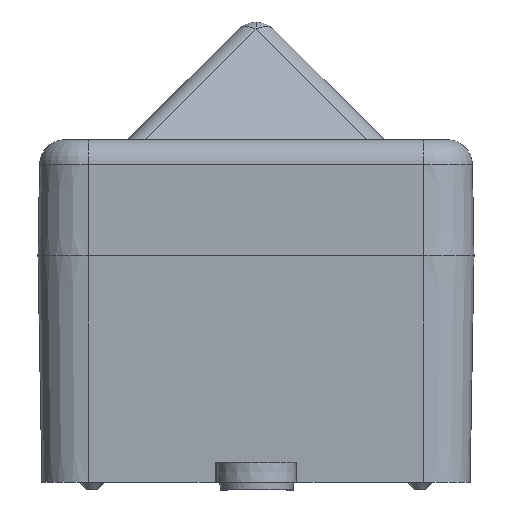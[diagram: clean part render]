
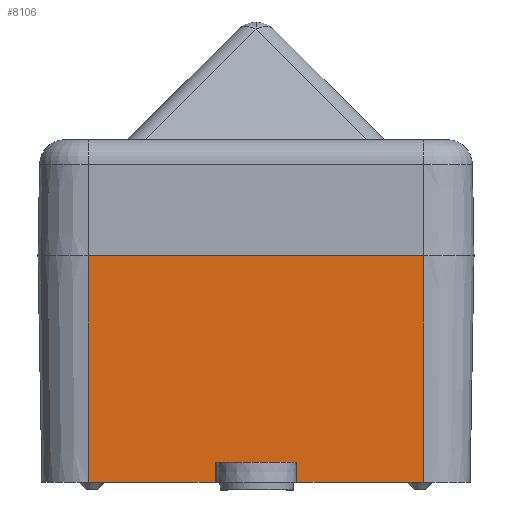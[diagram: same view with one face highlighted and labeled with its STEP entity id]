
A CAD part, front view. The second image highlights one B-rep face of the part: STEP entity #8106.
In plain terms, the highlighted planar face has unit normal (0, -1, -0.018).
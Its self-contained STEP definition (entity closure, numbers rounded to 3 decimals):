
#95 = LINE ( 'NONE', #9043, #4108 ) ;
#369 = VECTOR ( 'NONE', #5748, 1000. ) ;
#477 = LINE ( 'NONE', #3385, #6909 ) ;
#504 = ORIENTED_EDGE ( 'NONE', *, *, #2113, .T. ) ;
#762 = VERTEX_POINT ( 'NONE', #6304 ) ;
#836 = DIRECTION ( 'NONE',  ( 1., 0., 0. ) ) ;
#1187 = CARTESIAN_POINT ( 'NONE',  ( -33.2, -43.2, 0. ) ) ;
#1403 = ORIENTED_EDGE ( 'NONE', *, *, #3730, .T. ) ;
#1427 = VERTEX_POINT ( 'NONE', #9465 ) ;
#1650 = EDGE_CURVE ( 'NONE', #1427, #5273, #9292, .T. ) ;
#1872 = EDGE_CURVE ( 'NONE', #9164, #8040, #95, .T. ) ;
#1900 = CARTESIAN_POINT ( 'NONE',  ( 8.106, -42.416, -44.9 ) ) ;
#2113 = EDGE_CURVE ( 'NONE', #1427, #6440, #477, .T. ) ;
#2194 = DIRECTION ( 'NONE',  ( 0.009, -0.017, 1. ) ) ;
#2311 = ORIENTED_EDGE ( 'NONE', *, *, #8435, .T. ) ;
#2330 = VECTOR ( 'NONE', #6402, 1000. ) ;
#2351 = EDGE_LOOP ( 'NONE', ( #2311, #4168, #6977, #1403, #2959, #4475, #504, #3433 ) ) ;
#2534 = CARTESIAN_POINT ( 'NONE',  ( 33.2, -43.2, 0. ) ) ;
#2609 = EDGE_CURVE ( 'NONE', #6440, #4378, #7911, .T. ) ;
#2959 = ORIENTED_EDGE ( 'NONE', *, *, #4246, .F. ) ;
#3113 = EDGE_CURVE ( 'NONE', #8040, #762, #7303, .T. ) ;
#3291 = DIRECTION ( 'NONE',  ( 0., -0.017, 1. ) ) ;
#3303 = CARTESIAN_POINT ( 'NONE',  ( -8.072, -42.486, -40.9 ) ) ;
#3385 = CARTESIAN_POINT ( 'NONE',  ( -33.2, -42.416, -44.9 ) ) ;
#3430 = LINE ( 'NONE', #5819, #2330 ) ;
#3433 = ORIENTED_EDGE ( 'NONE', *, *, #2609, .T. ) ;
#3484 = CARTESIAN_POINT ( 'NONE',  ( -33.2, -43.2, 0. ) ) ;
#3711 = CARTESIAN_POINT ( 'NONE',  ( 33.2, -43.2, 0. ) ) ;
#3730 = EDGE_CURVE ( 'NONE', #762, #6243, #9119, .T. ) ;
#3849 = LINE ( 'NONE', #7507, #3860 ) ;
#3860 = VECTOR ( 'NONE', #836, 1000. ) ;
#3897 = CARTESIAN_POINT ( 'NONE',  ( 8.072, -42.486, -40.9 ) ) ;
#4108 = VECTOR ( 'NONE', #6024, 1000. ) ;
#4168 = ORIENTED_EDGE ( 'NONE', *, *, #1872, .T. ) ;
#4246 = EDGE_CURVE ( 'NONE', #5273, #6243, #3849, .T. ) ;
#4375 = CARTESIAN_POINT ( 'NONE',  ( -33.2, -42.416, -44.9 ) ) ;
#4378 = VERTEX_POINT ( 'NONE', #3303 ) ;
#4475 = ORIENTED_EDGE ( 'NONE', *, *, #1650, .F. ) ;
#4874 = CARTESIAN_POINT ( 'NONE',  ( -33.2, -43.2, 0. ) ) ;
#5273 = VERTEX_POINT ( 'NONE', #4874 ) ;
#5613 = PLANE ( 'NONE',  #6314 ) ;
#5748 = DIRECTION ( 'NONE',  ( 1., 0., 0. ) ) ;
#5819 = CARTESIAN_POINT ( 'NONE',  ( -33.2, -42.486, -40.9 ) ) ;
#5859 = CARTESIAN_POINT ( 'NONE',  ( -7.717, -43.196, -0.222 ) ) ;
#6024 = DIRECTION ( 'NONE',  ( 0.009, 0.017, -1. ) ) ;
#6243 = VERTEX_POINT ( 'NONE', #3711 ) ;
#6304 = CARTESIAN_POINT ( 'NONE',  ( 33.2, -42.416, -44.9 ) ) ;
#6307 = DIRECTION ( 'NONE',  ( 1., 0., 0. ) ) ;
#6314 = AXIS2_PLACEMENT_3D ( 'NONE', #1187, #7853, #7110 ) ;
#6387 = VECTOR ( 'NONE', #2194, 1000. ) ;
#6402 = DIRECTION ( 'NONE',  ( 1., 0., 0. ) ) ;
#6440 = VERTEX_POINT ( 'NONE', #8290 ) ;
#6909 = VECTOR ( 'NONE', #6307, 1000. ) ;
#6977 = ORIENTED_EDGE ( 'NONE', *, *, #3113, .T. ) ;
#7110 = DIRECTION ( 'NONE',  ( 0., 0.017, -1. ) ) ;
#7207 = VECTOR ( 'NONE', #7614, 1000. ) ;
#7303 = LINE ( 'NONE', #4375, #369 ) ;
#7507 = CARTESIAN_POINT ( 'NONE',  ( -33.2, -43.2, 0. ) ) ;
#7614 = DIRECTION ( 'NONE',  ( 0., -0.017, 1. ) ) ;
#7853 = DIRECTION ( 'NONE',  ( 0., -1., -0.017 ) ) ;
#7911 = LINE ( 'NONE', #5859, #6387 ) ;
#8040 = VERTEX_POINT ( 'NONE', #1900 ) ;
#8106 = ADVANCED_FACE ( 'NONE', ( #9313 ), #5613, .T. ) ;
#8290 = CARTESIAN_POINT ( 'NONE',  ( -8.106, -42.416, -44.9 ) ) ;
#8435 = EDGE_CURVE ( 'NONE', #4378, #9164, #3430, .T. ) ;
#9043 = CARTESIAN_POINT ( 'NONE',  ( 7.712, -43.206, 0.357 ) ) ;
#9119 = LINE ( 'NONE', #2534, #7207 ) ;
#9164 = VERTEX_POINT ( 'NONE', #3897 ) ;
#9292 = LINE ( 'NONE', #3484, #9571 ) ;
#9313 = FACE_OUTER_BOUND ( 'NONE', #2351, .T. ) ;
#9465 = CARTESIAN_POINT ( 'NONE',  ( -33.2, -42.416, -44.9 ) ) ;
#9571 = VECTOR ( 'NONE', #3291, 1000. ) ;
